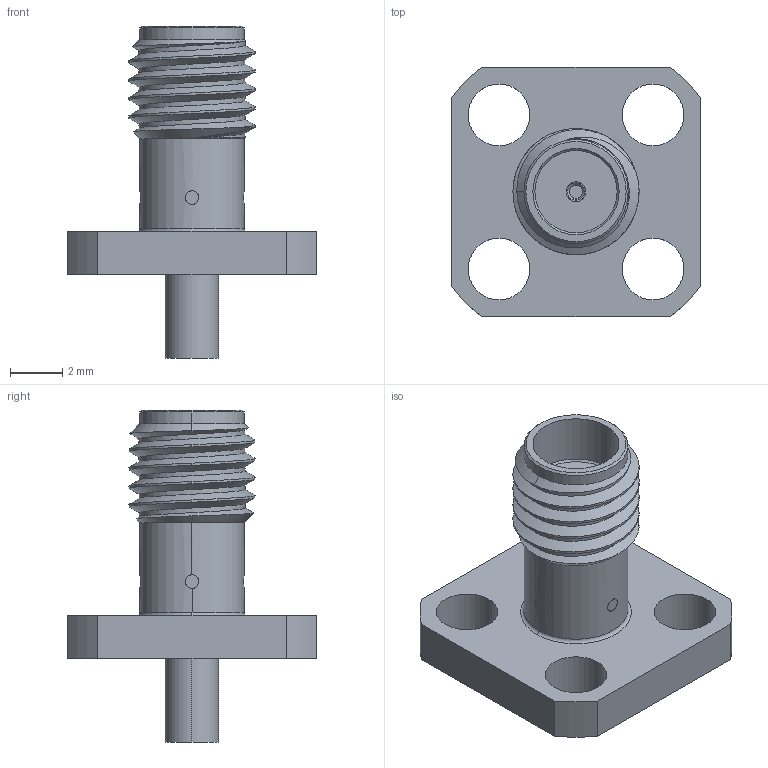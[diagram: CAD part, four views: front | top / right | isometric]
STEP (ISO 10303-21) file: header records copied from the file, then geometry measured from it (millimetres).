
FILE_DESCRIPTION (( 'STEP AP203' ), '1' );
FILE_NAME ('FMCN1869.STEP', '2022-01-19T17:11:39', ( '' ), ( '' ), 'SwSTEP 2.0', 'SolidWorks 2021', '' );
FILE_SCHEMA (( 'CONFIG_CONTROL_DESIGN' ));
Length unit declared in the file: inch
Products named in the file (1): FMCN1869
Bounding box: 9.53 x 9.53 x 12.7 mm (x, y, z)
Volume: 213.5 mm3; surface area: 439.4 mm2
Topology: 1 solids, 1 shells, 85 faces, 211 edges, 135 vertices
Faces by surface type: cylinder 44, plane 23, cone 13, bspline 3, torus 2
Entity records: 4311 total; most frequent: CARTESIAN_POINT 2228, ORIENTED_EDGE 422, DIRECTION 416, EDGE_CURVE 211, AXIS2_PLACEMENT_3D 166, VERTEX_POINT 135, EDGE_LOOP 100, FACE_OUTER_BOUND 85
